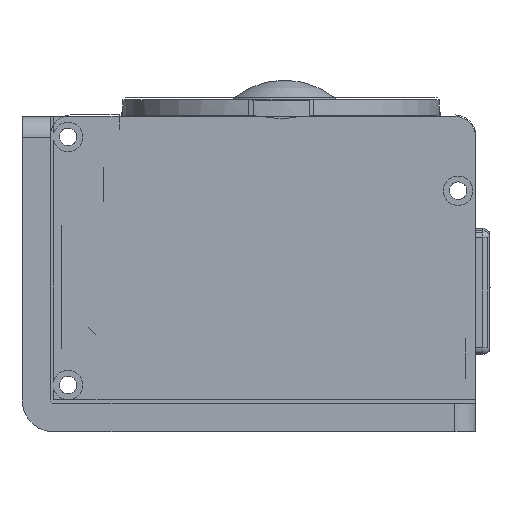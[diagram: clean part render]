
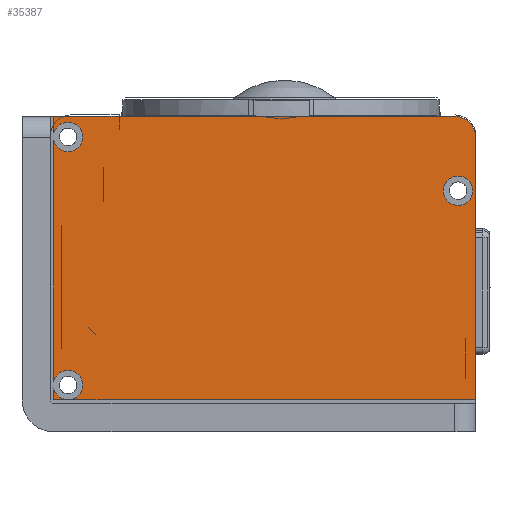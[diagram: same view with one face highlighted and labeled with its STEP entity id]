
A CAD part, front view. The second image highlights one B-rep face of the part: STEP entity #35387.
In plain terms, the highlighted planar face has unit normal (0, -1, 0).
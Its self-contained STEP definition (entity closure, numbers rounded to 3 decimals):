
#1059=FACE_BOUND('',#5391,.T.);
#2162=PLANE('',#37557);
#3632=FACE_OUTER_BOUND('',#5390,.T.);
#5390=EDGE_LOOP('',(#33489,#33490,#33491,#33492,#33493,#33494,#33495,#33496,
#33497));
#5391=EDGE_LOOP('',(#33498));
#6065=CIRCLE('',#37558,2.075);
#6066=CIRCLE('',#37559,2.075);
#6067=CIRCLE('',#37560,3.);
#6068=CIRCLE('',#37561,2.075);
#10421=LINE('',#61749,#14837);
#10422=LINE('',#61753,#14838);
#10423=LINE('',#61755,#14839);
#10424=LINE('',#61757,#14840);
#10425=LINE('',#61761,#14841);
#10426=LINE('',#61762,#14842);
#14837=VECTOR('',#46084,33.894);
#14838=VECTOR('',#46087,1.547);
#14839=VECTOR('',#46088,59.5);
#14840=VECTOR('',#46089,37.);
#14841=VECTOR('',#46092,56.5);
#14842=VECTOR('',#46093,2.347);
#18905=VERTEX_POINT('',#61745);
#18906=VERTEX_POINT('',#61746);
#18907=VERTEX_POINT('',#61748);
#18908=VERTEX_POINT('',#61750);
#18909=VERTEX_POINT('',#61752);
#18910=VERTEX_POINT('',#61754);
#18911=VERTEX_POINT('',#61756);
#18912=VERTEX_POINT('',#61758);
#18913=VERTEX_POINT('',#61760);
#18914=VERTEX_POINT('',#61763);
#24345=EDGE_CURVE('',#18905,#18906,#6065,.T.);
#24346=EDGE_CURVE('',#18905,#18907,#10421,.T.);
#24347=EDGE_CURVE('',#18908,#18907,#6066,.T.);
#24348=EDGE_CURVE('',#18908,#18909,#10422,.T.);
#24349=EDGE_CURVE('',#18909,#18910,#10423,.T.);
#24350=EDGE_CURVE('',#18910,#18911,#10424,.T.);
#24351=EDGE_CURVE('',#18912,#18911,#6067,.T.);
#24352=EDGE_CURVE('',#18912,#18913,#10425,.T.);
#24353=EDGE_CURVE('',#18913,#18906,#10426,.T.);
#24354=EDGE_CURVE('',#18914,#18914,#6068,.T.);
#33489=ORIENTED_EDGE('',*,*,#24345,.F.);
#33490=ORIENTED_EDGE('',*,*,#24346,.T.);
#33491=ORIENTED_EDGE('',*,*,#24347,.F.);
#33492=ORIENTED_EDGE('',*,*,#24348,.T.);
#33493=ORIENTED_EDGE('',*,*,#24349,.T.);
#33494=ORIENTED_EDGE('',*,*,#24350,.T.);
#33495=ORIENTED_EDGE('',*,*,#24351,.F.);
#33496=ORIENTED_EDGE('',*,*,#24352,.T.);
#33497=ORIENTED_EDGE('',*,*,#24353,.T.);
#33498=ORIENTED_EDGE('',*,*,#24354,.F.);
#35387=ADVANCED_FACE('',(#3632,#1059),#2162,.F.);
#37557=AXIS2_PLACEMENT_3D('',#61744,#46080,#46081);
#37558=AXIS2_PLACEMENT_3D('',#61747,#46082,#46083);
#37559=AXIS2_PLACEMENT_3D('',#61751,#46085,#46086);
#37560=AXIS2_PLACEMENT_3D('',#61759,#46090,#46091);
#37561=AXIS2_PLACEMENT_3D('',#61764,#46094,#46095);
#46080=DIRECTION('center_axis',(0.,1.,0.));
#46081=DIRECTION('ref_axis',(-1.,0.,0.));
#46082=DIRECTION('center_axis',(0.,-1.,0.));
#46083=DIRECTION('ref_axis',(-1.,0.,0.));
#46084=DIRECTION('',(0.,0.,-1.));
#46085=DIRECTION('center_axis',(0.,-1.,0.));
#46086=DIRECTION('ref_axis',(-1.,0.,0.));
#46087=DIRECTION('',(0.,0.,-1.));
#46088=DIRECTION('',(1.,0.,0.));
#46089=DIRECTION('',(0.,0.,1.));
#46090=DIRECTION('center_axis',(0.,1.,0.));
#46091=DIRECTION('ref_axis',(0.707,0.,0.707));
#46092=DIRECTION('',(-1.,0.,0.));
#46093=DIRECTION('',(0.,0.,-1.));
#46094=DIRECTION('center_axis',(0.,-1.,0.));
#46095=DIRECTION('ref_axis',(-1.,0.,0.));
#61744=CARTESIAN_POINT('Origin',(0.15,-51.5,20.7));
#61745=CARTESIAN_POINT('',(-29.6,-51.5,38.247));
#61746=CARTESIAN_POINT('',(-29.6,-51.5,39.353));
#61747=CARTESIAN_POINT('Origin',(-27.6,-51.5,38.8));
#61748=CARTESIAN_POINT('',(-29.6,-51.5,4.353));
#61749=CARTESIAN_POINT('',(-29.6,-51.5,41.7));
#61750=CARTESIAN_POINT('',(-29.6,-51.5,3.247));
#61751=CARTESIAN_POINT('Origin',(-27.6,-51.5,3.8));
#61752=CARTESIAN_POINT('',(-29.6,-51.5,1.7));
#61753=CARTESIAN_POINT('',(-29.6,-51.5,41.7));
#61754=CARTESIAN_POINT('',(29.9,-51.5,1.7));
#61755=CARTESIAN_POINT('',(-14.725,-51.5,1.7));
#61756=CARTESIAN_POINT('',(29.9,-51.5,38.7));
#61757=CARTESIAN_POINT('',(29.9,-51.5,-0.3));
#61758=CARTESIAN_POINT('',(26.9,-51.5,41.7));
#61759=CARTESIAN_POINT('Origin',(26.9,-51.5,38.7));
#61760=CARTESIAN_POINT('',(-29.6,-51.5,41.7));
#61761=CARTESIAN_POINT('',(29.9,-51.5,41.7));
#61762=CARTESIAN_POINT('',(-29.6,-51.5,41.7));
#61763=CARTESIAN_POINT('',(29.475,-51.5,31.2));
#61764=CARTESIAN_POINT('Origin',(27.4,-51.5,31.2));
